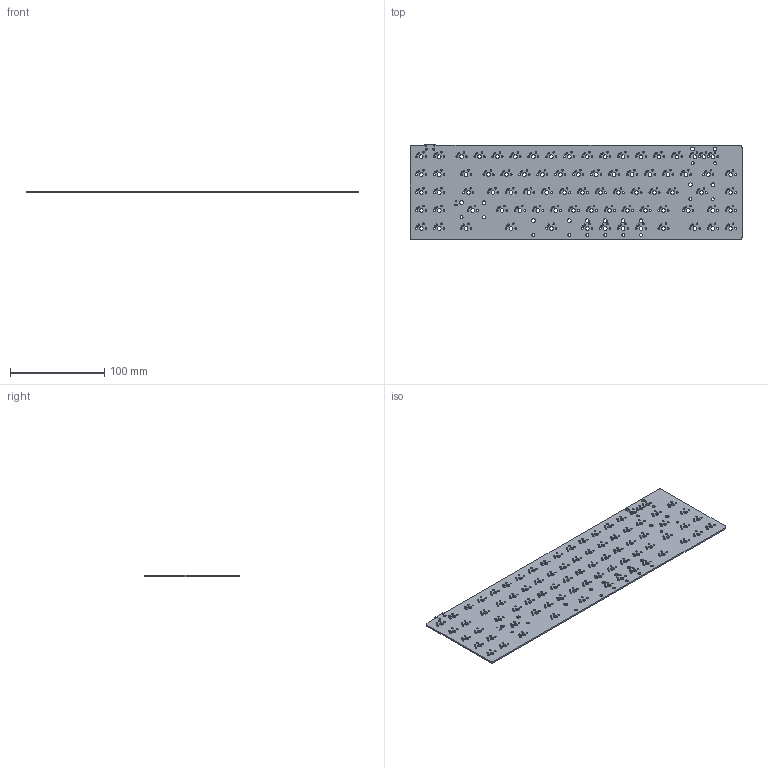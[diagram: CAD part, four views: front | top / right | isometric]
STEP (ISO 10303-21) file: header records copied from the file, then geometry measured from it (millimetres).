
FILE_DESCRIPTION(('KiCad electronic assembly'),'2;1');
FILE_NAME('spectre-attempt3.step','2018-05-14T23:56:27',('An Author'),( 'A Company'),'Open CASCADE STEP processor 6.8', 'KiCad to STEP converter','Unknown');
FILE_SCHEMA(('AUTOMOTIVE_DESIGN_CC2 { 1 2 10303 214 -1 1 5 4 }'));
Length unit declared in the file: millimetre
Products named in the file (2): Open CASCADE STEP translator 6.8 1; COMPOUND
Assembly tree (1 placements, depth 2):
  Open CASCADE STEP translator 6.8 1
    COMPOUND
Bounding box: 352.43 x 101.2 x 1.6 mm (x, y, z)
Volume: 53052.8 mm3; surface area: 73152.1 mm2
Topology: 1 solids, 1 shells, 783 faces, 2343 edges, 1562 vertices
Faces by surface type: cylinder 765, plane 18
Full cylindrical faces by diameter (mm): 0.65 x2, 0.986 x2, 0.988 x1, 1.47 x160, 1.75 x156, 3.048 x12, 3.988 x92
Entity records: 59537 total; most frequent: DIRECTION 9789, CARTESIAN_POINT 9716, ORIENTED_EDGE 4686, PCURVE 4686, DEFINITIONAL_REPRESENTATION 4686, LINE 3629, VECTOR 3629, CIRCLE 3060
